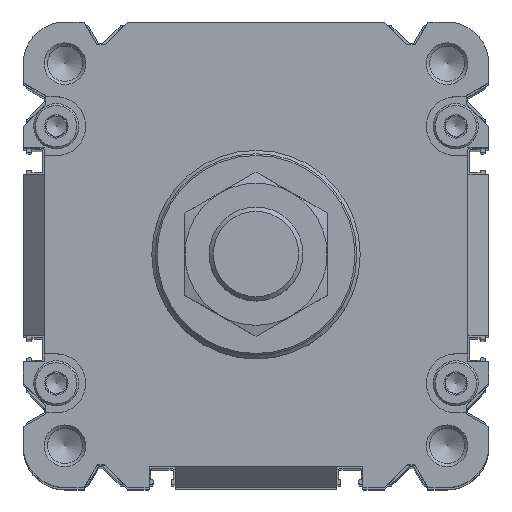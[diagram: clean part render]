
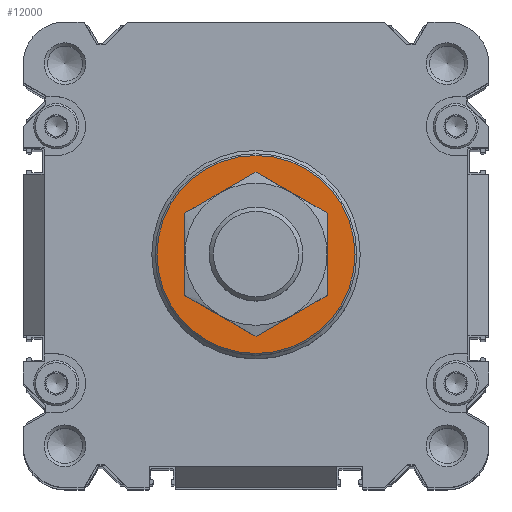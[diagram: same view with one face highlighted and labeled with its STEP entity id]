
A CAD part, top view. The second image highlights one B-rep face of the part: STEP entity #12000.
In plain terms, the highlighted planar face has unit normal (0, 0, 1).
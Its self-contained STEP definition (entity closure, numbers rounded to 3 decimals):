
#493=CIRCLE('',#12404,16.);
#766=CIRCLE('',#13077,28.5);
#3371=ORIENTED_EDGE('',*,*,#5651,.F.);
#3372=ORIENTED_EDGE('',*,*,#4606,.F.);
#4606=EDGE_CURVE('',#6271,#6271,#493,.T.);
#5651=EDGE_CURVE('',#6940,#6940,#766,.T.);
#6271=VERTEX_POINT('',#17773);
#6940=VERTEX_POINT('',#19899);
#10047=EDGE_LOOP('',(#3371));
#10048=EDGE_LOOP('',(#3372));
#10845=FACE_BOUND('',#10047,.T.);
#10846=FACE_BOUND('',#10048,.T.);
#11401=PLANE('',#13076);
#12000=ADVANCED_FACE('',(#10845,#10846),#11401,.F.);
#12404=AXIS2_PLACEMENT_3D('',#17772,#13897,#13898);
#13076=AXIS2_PLACEMENT_3D('',#19897,#16009,#16010);
#13077=AXIS2_PLACEMENT_3D('',#19898,#16011,#16012);
#13897=DIRECTION('',(0.,0.,1.));
#13898=DIRECTION('',(0.,1.,0.));
#16009=DIRECTION('',(0.,0.,-1.));
#16010=DIRECTION('',(-1.,0.,0.));
#16011=DIRECTION('',(0.,0.,-1.));
#16012=DIRECTION('',(-1.,0.,0.));
#17772=CARTESIAN_POINT('',(0.,0.,46.));
#17773=CARTESIAN_POINT('',(0.,16.,46.));
#19897=CARTESIAN_POINT('',(0.,0.,46.));
#19898=CARTESIAN_POINT('',(0.,0.,46.));
#19899=CARTESIAN_POINT('',(-28.5,0.,46.));
